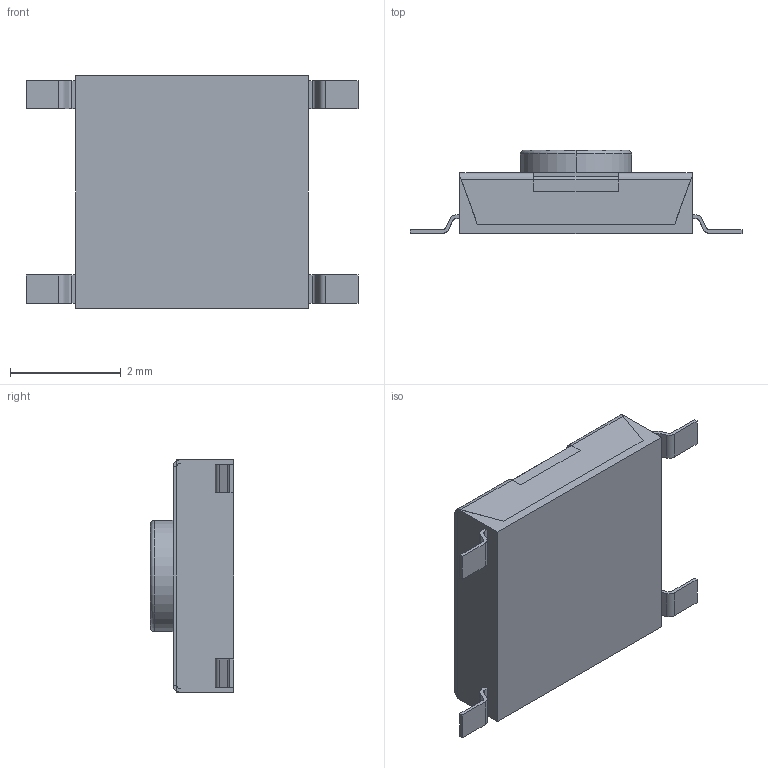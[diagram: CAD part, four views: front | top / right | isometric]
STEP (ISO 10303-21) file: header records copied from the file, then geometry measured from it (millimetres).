
FILE_DESCRIPTION (( 'STEP AP214' ), '1' );
FILE_NAME ('MJTP1140ATR.STEP', '2022-05-30T23:03:44', ( '' ), ( '' ), 'SwSTEP 2.0', 'SolidWorks 2017', '' );
FILE_SCHEMA (( 'AUTOMOTIVE_DESIGN' ));
Length unit declared in the file: inch
Products named in the file (1): MJTP1140ATR
Bounding box: 5.99 x 1.5 x 4.19 mm (x, y, z)
Volume: 20.5 mm3; surface area: 100.3 mm2
Topology: 6 solids, 6 shells, 128 faces, 328 edges, 210 vertices
Faces by surface type: plane 92, cylinder 34, torus 2
Entity records: 3935 total; most frequent: CARTESIAN_POINT 703, ORIENTED_EDGE 656, DIRECTION 638, EDGE_CURVE 328, VECTOR 252, LINE 252, VERTEX_POINT 210, AXIS2_PLACEMENT_3D 193
